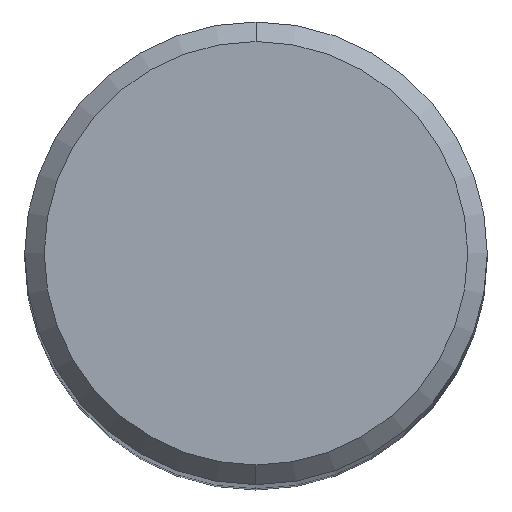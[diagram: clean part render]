
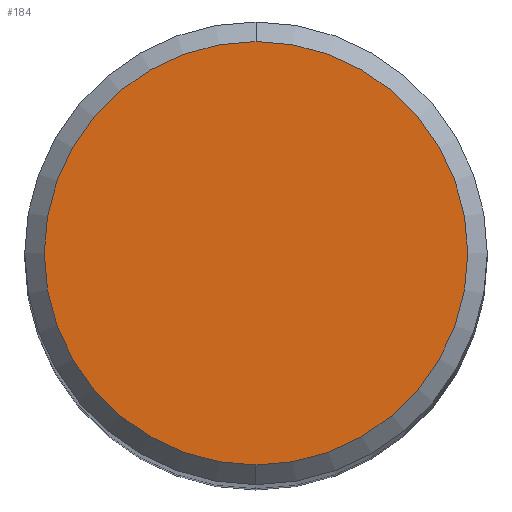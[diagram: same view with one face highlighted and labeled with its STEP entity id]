
A CAD part, top view. The second image highlights one B-rep face of the part: STEP entity #184.
In plain terms, the highlighted planar face has unit normal (0, 0, 1).
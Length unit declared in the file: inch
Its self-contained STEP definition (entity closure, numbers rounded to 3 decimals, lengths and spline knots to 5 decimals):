
#47 = FACE_OUTER_BOUND ( 'NONE', #123, .T. ) ;
#69 = DIRECTION ( 'NONE',  ( 0., -1., 0. ) ) ;
#70 = CARTESIAN_POINT ( 'NONE',  ( 0., 0., 0. ) ) ;
#73 = AXIS2_PLACEMENT_3D ( 'NONE', #86, #237, #69 ) ;
#75 = EDGE_CURVE ( 'NONE', #118, #255, #304, .T. ) ;
#86 = CARTESIAN_POINT ( 'NONE',  ( 0., 0., 0. ) ) ;
#89 = CIRCLE ( 'NONE', #73, 0.2162 ) ;
#118 = VERTEX_POINT ( 'NONE', #128 ) ;
#123 = EDGE_LOOP ( 'NONE', ( #210, #410 ) ) ;
#128 = CARTESIAN_POINT ( 'NONE',  ( 0., -0.2162, 0. ) ) ;
#129 = DIRECTION ( 'NONE',  ( 0., -1., 0. ) ) ;
#135 = DIRECTION ( 'NONE',  ( 0., 0., 1. ) ) ;
#160 = AXIS2_PLACEMENT_3D ( 'NONE', #398, #292, #396 ) ;
#163 = AXIS2_PLACEMENT_3D ( 'NONE', #70, #135, #129 ) ;
#184 = ADVANCED_FACE ( 'NONE', ( #47 ), #230, .F. ) ;
#202 = CARTESIAN_POINT ( 'NONE',  ( 0., 0.2162, 0. ) ) ;
#210 = ORIENTED_EDGE ( 'NONE', *, *, #283, .T. ) ;
#230 = PLANE ( 'NONE',  #160 ) ;
#237 = DIRECTION ( 'NONE',  ( 0., 0., 1. ) ) ;
#255 = VERTEX_POINT ( 'NONE', #202 ) ;
#283 = EDGE_CURVE ( 'NONE', #255, #118, #89, .T. ) ;
#292 = DIRECTION ( 'NONE',  ( 0., 0., -1. ) ) ;
#304 = CIRCLE ( 'NONE', #163, 0.2162 ) ;
#396 = DIRECTION ( 'NONE',  ( 0., 1., 0. ) ) ;
#398 = CARTESIAN_POINT ( 'NONE',  ( 0., 0.2162, 0. ) ) ;
#410 = ORIENTED_EDGE ( 'NONE', *, *, #75, .T. ) ;
